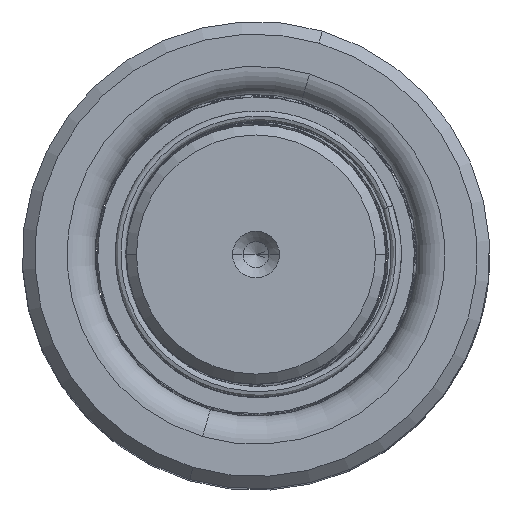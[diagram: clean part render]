
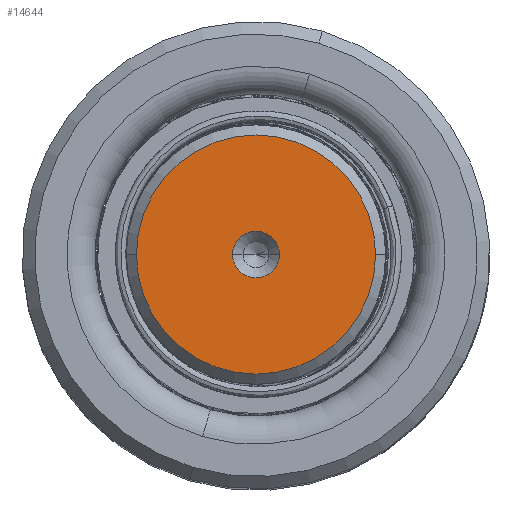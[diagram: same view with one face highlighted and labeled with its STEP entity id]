
A CAD part, top view. The second image highlights one B-rep face of the part: STEP entity #14644.
In plain terms, the highlighted planar face has unit normal (0, 0, 1).
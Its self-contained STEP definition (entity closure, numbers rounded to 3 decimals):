
#109 = CARTESIAN_POINT ( 'NONE',  ( 0., 0., 120. ) ) ;
#994 = EDGE_LOOP ( 'NONE', ( #30070, #8288 ) ) ;
#1072 = DIRECTION ( 'NONE',  ( 0., 0., 1. ) ) ;
#1750 = AXIS2_PLACEMENT_3D ( 'NONE', #51601, #1072, #26374 ) ;
#4524 = AXIS2_PLACEMENT_3D ( 'NONE', #32072, #6561, #10495 ) ;
#4692 = DIRECTION ( 'NONE',  ( 1., 0., 0. ) ) ;
#4734 = DIRECTION ( 'NONE',  ( 1., 0., 0. ) ) ;
#5692 = EDGE_CURVE ( 'NONE', #11270, #51585, #48949, .T. ) ;
#6561 = DIRECTION ( 'NONE',  ( 0., 0., 1. ) ) ;
#8168 = DIRECTION ( 'NONE',  ( 1., 0., 0. ) ) ;
#8288 = ORIENTED_EDGE ( 'NONE', *, *, #5692, .F. ) ;
#9222 = EDGE_CURVE ( 'NONE', #20716, #31914, #50043, .T. ) ;
#10495 = DIRECTION ( 'NONE',  ( 1., 0., 0. ) ) ;
#11270 = VERTEX_POINT ( 'NONE', #15764 ) ;
#11890 = CARTESIAN_POINT ( 'NONE',  ( 0., 0., 120. ) ) ;
#12431 = DIRECTION ( 'NONE',  ( 0., 0., 1. ) ) ;
#13483 = AXIS2_PLACEMENT_3D ( 'NONE', #11890, #12431, #8168 ) ;
#14644 = ADVANCED_FACE ( 'NONE', ( #19995, #45893 ), #51377, .T. ) ;
#14682 = EDGE_LOOP ( 'NONE', ( #25380, #24130 ) ) ;
#15764 = CARTESIAN_POINT ( 'NONE',  ( -2.25, 0., 120. ) ) ;
#18160 = CARTESIAN_POINT ( 'NONE',  ( 11.509, 0., 120. ) ) ;
#18921 = EDGE_CURVE ( 'NONE', #51585, #11270, #53774, .T. ) ;
#19995 = FACE_BOUND ( 'NONE', #994, .T. ) ;
#20716 = VERTEX_POINT ( 'NONE', #33894 ) ;
#24130 = ORIENTED_EDGE ( 'NONE', *, *, #52162, .T. ) ;
#25380 = ORIENTED_EDGE ( 'NONE', *, *, #9222, .T. ) ;
#26323 = DIRECTION ( 'NONE',  ( 0., 0., 1. ) ) ;
#26374 = DIRECTION ( 'NONE',  ( 1., 0., 0. ) ) ;
#30070 = ORIENTED_EDGE ( 'NONE', *, *, #18921, .F. ) ;
#31914 = VERTEX_POINT ( 'NONE', #18160 ) ;
#32072 = CARTESIAN_POINT ( 'NONE',  ( 0., 0., 120. ) ) ;
#33894 = CARTESIAN_POINT ( 'NONE',  ( -11.509, 0., 120. ) ) ;
#34511 = CIRCLE ( 'NONE', #1750, 11.509 ) ;
#34634 = CARTESIAN_POINT ( 'NONE',  ( 2.25, 0., 120. ) ) ;
#34984 = AXIS2_PLACEMENT_3D ( 'NONE', #51148, #42421, #4692 ) ;
#39546 = AXIS2_PLACEMENT_3D ( 'NONE', #109, #26323, #4734 ) ;
#42421 = DIRECTION ( 'NONE',  ( 0., 0., 1. ) ) ;
#45893 = FACE_OUTER_BOUND ( 'NONE', #14682, .T. ) ;
#48949 = CIRCLE ( 'NONE', #4524, 2.25 ) ;
#50043 = CIRCLE ( 'NONE', #13483, 11.509 ) ;
#51148 = CARTESIAN_POINT ( 'NONE',  ( 0., 0., 120. ) ) ;
#51377 = PLANE ( 'NONE',  #39546 ) ;
#51585 = VERTEX_POINT ( 'NONE', #34634 ) ;
#51601 = CARTESIAN_POINT ( 'NONE',  ( 0., 0., 120. ) ) ;
#52162 = EDGE_CURVE ( 'NONE', #31914, #20716, #34511, .T. ) ;
#53774 = CIRCLE ( 'NONE', #34984, 2.25 ) ;
